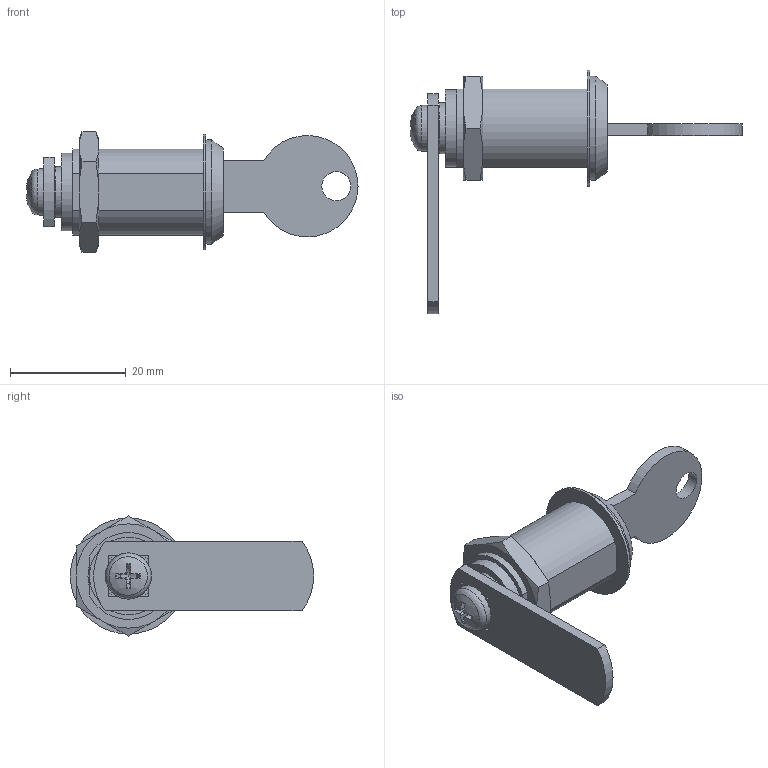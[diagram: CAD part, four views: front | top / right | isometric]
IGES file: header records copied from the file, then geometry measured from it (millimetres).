
Global section: file name: 620001.stp; native system: Autodesk Inventor 2014; preprocessor: unknown; author: zeman; date: 20151016.124847; units: millimetre
Bounding box: 57.32 x 42 x 20.78 mm (x, y, z)
Volume: 6802.4 mm3; surface area: 6972.2 mm2
Topology: 7 solids, 7 shells, 125 faces, 304 edges, 198 vertices
Faces by surface type: plane 74, cone 20, revolution 16, cylinder 12, bspline 2, sphere 1
Full cylindrical faces by diameter (mm): 3.621 x1, 4 x1, 8.8 x1, 12.8 x1, 13.4 x1, 18 x1, 20 x1
